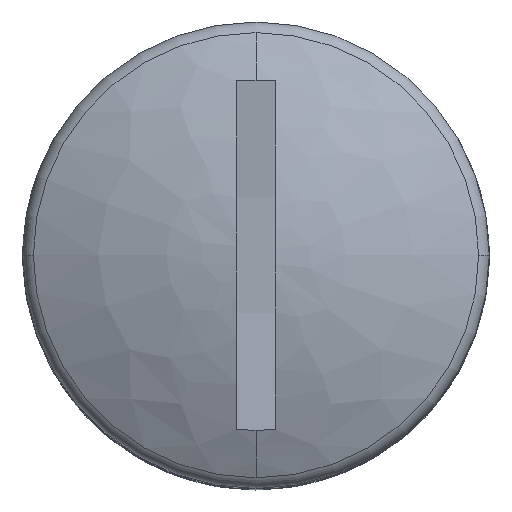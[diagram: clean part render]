
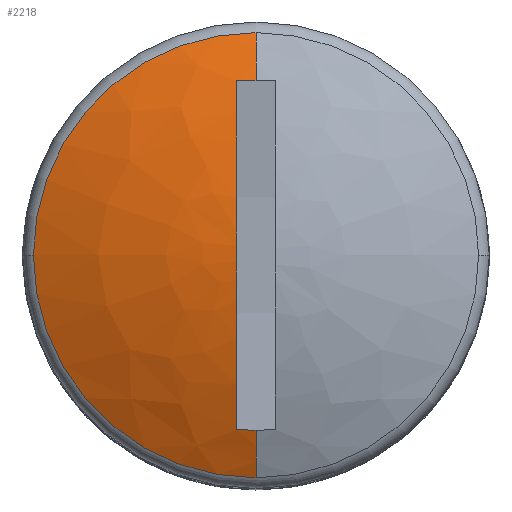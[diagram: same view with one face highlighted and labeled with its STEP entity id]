
A CAD part, top view. The second image highlights one B-rep face of the part: STEP entity #2218.
In plain terms, the highlighted free-form (B-spline) face has degree [3, 3] with [4, 4] control points.
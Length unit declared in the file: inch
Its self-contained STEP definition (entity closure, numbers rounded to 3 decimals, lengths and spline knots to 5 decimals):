
#27 = AXIS2_PLACEMENT_3D ( 'NONE', #119, #44, #42 ) ;
#28 = CIRCLE ( 'NONE', #27, 1.1811 ) ;
#42 = DIRECTION ( 'NONE',  ( 0., -1., 0. ) ) ;
#44 = DIRECTION ( 'NONE',  ( 1., 0., 0. ) ) ;
#119 = CARTESIAN_POINT ( 'NONE',  ( 0., 0.05913, 0.67077 ) ) ;
#158 = CARTESIAN_POINT ( 'NONE',  ( 0., -0.46023, 1.73156 ) ) ;
#488 = B_SPLINE_CURVE_WITH_KNOTS ( 'NONE', 3,
 ( #513, #512, #511, #510 ),
 .UNSPECIFIED., .F., .F.,
 ( 4, 4 ),
 ( 0.001, 0.002 ),
 .UNSPECIFIED. ) ;
#493 = CARTESIAN_POINT ( 'NONE',  ( 0., 0.32699, 1.79679 ) ) ;
#494 = CARTESIAN_POINT ( 'NONE',  ( 0., -0.18393, 1.83608 ) ) ;
#495 = CARTESIAN_POINT ( 'NONE',  ( -0.36786, -0.18393, 1.83608 ) ) ;
#496 = CARTESIAN_POINT ( 'NONE',  ( 0., -0.46023, 1.73156 ) ) ;
#497 = CARTESIAN_POINT ( 'NONE',  ( -0.92045, -0.46023, 1.73156 ) ) ;
#498 = CARTESIAN_POINT ( 'NONE',  ( -0.92045, 0.46023, 1.73156 ) ) ;
#499 = CARTESIAN_POINT ( 'NONE',  ( -0.07213, -0.03606, 1.84803 ) ) ;
#500 = CARTESIAN_POINT ( 'NONE',  ( -0.07213, 0.03606, 1.84803 ) ) ;
#501 = CARTESIAN_POINT ( 'NONE',  ( 0., 0.03606, 1.84803 ) ) ;
#502 = CARTESIAN_POINT ( 'NONE',  ( 0., 0.46023, 1.73156 ) ) ;
#503 = CARTESIAN_POINT ( 'NONE',  ( 0., -0.32699, 1.79679 ) ) ;
#504 = CARTESIAN_POINT ( 'NONE',  ( -0.65397, -0.32699, 1.79679 ) ) ;
#505 = CARTESIAN_POINT ( 'NONE',  ( -0.65397, 0.32699, 1.79679 ) ) ;
#506 =( BOUNDED_SURFACE ( )  B_SPLINE_SURFACE ( 3, 3, ( 
 ( #501, #500, #499, #509 ),
 ( #508, #507, #495, #494 ),
 ( #493, #505, #504, #503 ),
 ( #502, #498, #497, #496 ) ),
 .UNSPECIFIED., .F., .F., .F. ) 
 B_SPLINE_SURFACE_WITH_KNOTS ( ( 4, 4 ),
 ( 4, 4 ),
 ( 0., 1. ),
 ( 0., 1. ),
 .UNSPECIFIED. ) 
 GEOMETRIC_REPRESENTATION_ITEM ( )  RATIONAL_B_SPLINE_SURFACE ( (
 ( 1., 0.333, 0.333, 1.),
 ( 0.988, 0.329, 0.329, 0.988),
 ( 0.988, 0.329, 0.329, 0.988),
 ( 1., 0.333, 0.333, 1.) ) ) 
 REPRESENTATION_ITEM ( '' )  SURFACE ( )  );
#507 = CARTESIAN_POINT ( 'NONE',  ( -0.36786, 0.18393, 1.83608 ) ) ;
#508 = CARTESIAN_POINT ( 'NONE',  ( 0., 0.18393, 1.83608 ) ) ;
#509 = CARTESIAN_POINT ( 'NONE',  ( 0., -0.03606, 1.84803 ) ) ;
#510 = CARTESIAN_POINT ( 'NONE',  ( -0.03937, -0.36038, 1.77404 ) ) ;
#511 = CARTESIAN_POINT ( 'NONE',  ( -0.02627, -0.36146, 1.77418 ) ) ;
#512 = CARTESIAN_POINT ( 'NONE',  ( -0.01315, -0.362, 1.77424 ) ) ;
#513 = CARTESIAN_POINT ( 'NONE',  ( 0., -0.362, 1.77424 ) ) ;
#965 = CARTESIAN_POINT ( 'NONE',  ( -0.03937, -0.36038, 1.77404 ) ) ;
#966 = CARTESIAN_POINT ( 'NONE',  ( 0., -0.362, 1.77424 ) ) ;
#994 = FACE_OUTER_BOUND ( 'NONE', #2348, .T. ) ;
#2213 = VERTEX_POINT ( 'NONE', #966 ) ;
#2214 = ORIENTED_EDGE ( 'NONE', *, *, #2219, .T. ) ;
#2215 = VERTEX_POINT ( 'NONE', #965 ) ;
#2218 = ADVANCED_FACE ( 'NONE', ( #994 ), #506, .T. ) ;
#2219 = EDGE_CURVE ( 'NONE', #2213, #2215, #488, .T. ) ;
#2220 = ORIENTED_EDGE ( 'NONE', *, *, #2221, .T. ) ;
#2221 = EDGE_CURVE ( 'NONE', #2215, #2351, #14056, .T. ) ;
#2348 = EDGE_LOOP ( 'NONE', ( #2349, #2360, #2418, #2425, #2428, #2214, #2220 ) ) ;
#2349 = ORIENTED_EDGE ( 'NONE', *, *, #2350, .T. ) ;
#2350 = EDGE_CURVE ( 'NONE', #2351, #2352, #14279, .T. ) ;
#2351 = VERTEX_POINT ( 'NONE', #14278 ) ;
#2352 = VERTEX_POINT ( 'NONE', #14289 ) ;
#2353 = EDGE_CURVE ( 'NONE', #2464, #2356, #14272, .T. ) ;
#2356 = VERTEX_POINT ( 'NONE', #14331 ) ;
#2360 = ORIENTED_EDGE ( 'NONE', *, *, #2361, .T. ) ;
#2361 = EDGE_CURVE ( 'NONE', #2352, #2362, #14411, .T. ) ;
#2362 = VERTEX_POINT ( 'NONE', #14405 ) ;
#2418 = ORIENTED_EDGE ( 'NONE', *, *, #2420, .F. ) ;
#2420 = EDGE_CURVE ( 'NONE', #2356, #2362, #14529, .T. ) ;
#2425 = ORIENTED_EDGE ( 'NONE', *, *, #2353, .F. ) ;
#2428 = ORIENTED_EDGE ( 'NONE', *, *, #2478, .F. ) ;
#2464 = VERTEX_POINT ( 'NONE', #158 ) ;
#2478 = EDGE_CURVE ( 'NONE', #2213, #2464, #28, .T. ) ;
#13801 = CARTESIAN_POINT ( 'NONE',  ( -0.03937, 0.30224, 1.79483 ) ) ;
#13806 = CARTESIAN_POINT ( 'NONE',  ( -0.03937, 0.12326, 1.83716 ) ) ;
#13808 = CARTESIAN_POINT ( 'NONE',  ( -0.03937, 0.07768, 1.8429 ) ) ;
#13810 = CARTESIAN_POINT ( 'NONE',  ( -0.03937, -0.0146, 1.84779 ) ) ;
#13819 = CARTESIAN_POINT ( 'NONE',  ( -0.03937, 0.36038, 1.77404 ) ) ;
#13820 = CARTESIAN_POINT ( 'NONE',  ( -0.03937, 0.24312, 1.81212 ) ) ;
#13824 = CARTESIAN_POINT ( 'NONE',  ( -0.03937, 0.33154, 1.785 ) ) ;
#13825 = CARTESIAN_POINT ( 'NONE',  ( -0.03937, 0.15343, 1.83208 ) ) ;
#13826 = CARTESIAN_POINT ( 'NONE',  ( -0.03937, 0.21336, 1.81956 ) ) ;
#13827 = CARTESIAN_POINT ( 'NONE',  ( -0.03937, 0.01643, 1.84773 ) ) ;
#13847 = CARTESIAN_POINT ( 'NONE',  ( -0.03937, 0.03181, 1.84691 ) ) ;
#13853 = CARTESIAN_POINT ( 'NONE',  ( -0.03937, 0.06243, 1.8445 ) ) ;
#14034 = DIRECTION ( 'NONE',  ( -1., 0., 0. ) ) ;
#14046 = CARTESIAN_POINT ( 'NONE',  ( -0.03937, -0.03004, 1.84702 ) ) ;
#14047 = CARTESIAN_POINT ( 'NONE',  ( -0.03937, -0.06081, 1.84466 ) ) ;
#14048 = CARTESIAN_POINT ( 'NONE',  ( -0.03937, -0.07615, 1.84307 ) ) ;
#14049 = CARTESIAN_POINT ( 'NONE',  ( -0.03937, -0.12207, 1.83735 ) ) ;
#14056 = B_SPLINE_CURVE_WITH_KNOTS ( 'NONE', 3,
 ( #14058, #14057, #14073, #14072, #14049, #14048, #14047, #14046, #13810, #13827, #13847, #13853, #13808, #13806, #13825, #13826, #13820, #13801, #13824, #13819 ),
 .UNSPECIFIED., .F., .F.,
 ( 4, 2, 2, 2, 2, 2, 2, 2, 2, 4 ),
 ( 0., 0.0047, 0.00705, 0.00822, 0.0094, 0.01057, 0.01174, 0.01409, 0.01644, 0.01879 ),
 .UNSPECIFIED. ) ;
#14057 = CARTESIAN_POINT ( 'NONE',  ( -0.03937, -0.30253, 1.79602 ) ) ;
#14058 = CARTESIAN_POINT ( 'NONE',  ( -0.03937, -0.36038, 1.77404 ) ) ;
#14072 = CARTESIAN_POINT ( 'NONE',  ( -0.03937, -0.1526, 1.83224 ) ) ;
#14073 = CARTESIAN_POINT ( 'NONE',  ( -0.03937, -0.24336, 1.81333 ) ) ;
#14269 = DIRECTION ( 'NONE',  ( 0., 0., -1. ) ) ;
#14270 = CARTESIAN_POINT ( 'NONE',  ( 0., 0., 1.73156 ) ) ;
#14271 = AXIS2_PLACEMENT_3D ( 'NONE', #14270, #14269, #14034 ) ;
#14272 = CIRCLE ( 'NONE', #14271, 0.46023 ) ;
#14274 = CARTESIAN_POINT ( 'NONE',  ( 0., 0.362, 1.77424 ) ) ;
#14275 = CARTESIAN_POINT ( 'NONE',  ( -0.01315, 0.362, 1.77424 ) ) ;
#14276 = CARTESIAN_POINT ( 'NONE',  ( -0.02627, 0.36146, 1.77418 ) ) ;
#14277 = CARTESIAN_POINT ( 'NONE',  ( -0.03937, 0.36038, 1.77404 ) ) ;
#14278 = CARTESIAN_POINT ( 'NONE',  ( -0.03937, 0.36038, 1.77404 ) ) ;
#14279 = B_SPLINE_CURVE_WITH_KNOTS ( 'NONE', 3,
 ( #14277, #14276, #14275, #14274 ),
 .UNSPECIFIED., .F., .F.,
 ( 4, 4 ),
 ( -0.001, 0. ),
 .UNSPECIFIED. ) ;
#14289 = CARTESIAN_POINT ( 'NONE',  ( 0., 0.362, 1.77424 ) ) ;
#14331 = CARTESIAN_POINT ( 'NONE',  ( -0.46023, 0., 1.73156 ) ) ;
#14404 = DIRECTION ( 'NONE',  ( -1., 0., 0. ) ) ;
#14405 = CARTESIAN_POINT ( 'NONE',  ( 0., 0.46023, 1.73156 ) ) ;
#14406 = AXIS2_PLACEMENT_3D ( 'NONE', #14416, #14404, #14410 ) ;
#14410 = DIRECTION ( 'NONE',  ( 0., 1., 0. ) ) ;
#14411 = CIRCLE ( 'NONE', #14406, 1.1811 ) ;
#14416 = CARTESIAN_POINT ( 'NONE',  ( 0., -0.05913, 0.67077 ) ) ;
#14506 = DIRECTION ( 'NONE',  ( -1., 0., 0. ) ) ;
#14507 = DIRECTION ( 'NONE',  ( 0., 0., -1. ) ) ;
#14508 = CARTESIAN_POINT ( 'NONE',  ( 0., 0., 1.73156 ) ) ;
#14509 = AXIS2_PLACEMENT_3D ( 'NONE', #14508, #14507, #14506 ) ;
#14529 = CIRCLE ( 'NONE', #14509, 0.46023 ) ;
